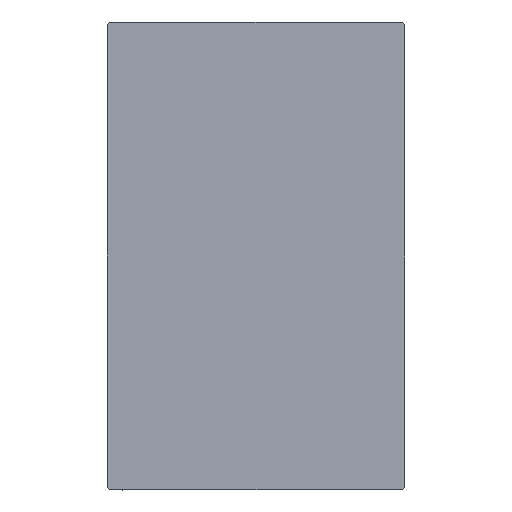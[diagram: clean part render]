
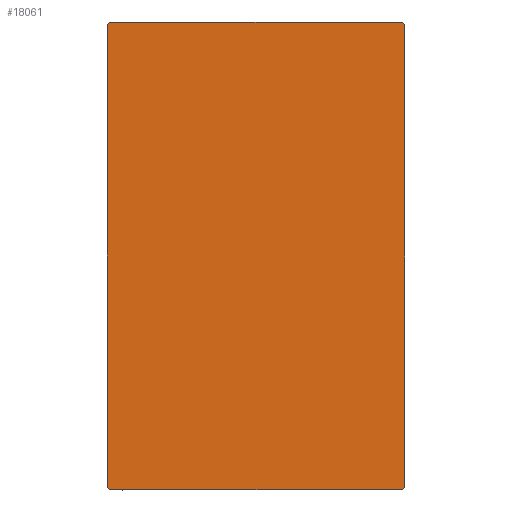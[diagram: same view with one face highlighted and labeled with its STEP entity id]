
A CAD part, left-side view. The second image highlights one B-rep face of the part: STEP entity #18061.
In plain terms, the highlighted face is planar.
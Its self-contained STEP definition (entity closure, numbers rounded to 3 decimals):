
#2319 = VERTEX_POINT ( 'NONE', #5569 ) ;
#2485 = LINE ( 'NONE', #35923, #10458 ) ;
#3396 = EDGE_CURVE ( 'NONE', #11473, #42846, #2485, .T. ) ;
#4007 = DIRECTION ( 'NONE',  ( 0., -0.707, -0.707 ) ) ;
#4221 = PLANE ( 'NONE',  #24586 ) ;
#5569 = CARTESIAN_POINT ( 'NONE',  ( 56., -17.5, 27.2 ) ) ;
#6454 = DIRECTION ( 'NONE',  ( 0., 0., 1. ) ) ;
#6654 = LINE ( 'NONE', #9706, #9436 ) ;
#7295 = VERTEX_POINT ( 'NONE', #12693 ) ;
#7589 = LINE ( 'NONE', #20830, #18678 ) ;
#9436 = VECTOR ( 'NONE', #36625, 1000. ) ;
#9706 = CARTESIAN_POINT ( 'NONE',  ( 56., -17.5, -27.5 ) ) ;
#10458 = VECTOR ( 'NONE', #38980, 1000. ) ;
#11164 = CARTESIAN_POINT ( 'NONE',  ( 56., 17.5, 27.2 ) ) ;
#11216 = VECTOR ( 'NONE', #36862, 1000. ) ;
#11473 = VERTEX_POINT ( 'NONE', #15225 ) ;
#11964 = EDGE_CURVE ( 'NONE', #7295, #12458, #12763, .T. ) ;
#12458 = VERTEX_POINT ( 'NONE', #11164 ) ;
#12693 = CARTESIAN_POINT ( 'NONE',  ( 56., 17.5, -27.2 ) ) ;
#12763 = LINE ( 'NONE', #25997, #17652 ) ;
#13021 = EDGE_CURVE ( 'NONE', #31786, #19599, #7589, .T. ) ;
#13104 = LINE ( 'NONE', #32012, #32586 ) ;
#14447 = CARTESIAN_POINT ( 'NONE',  ( 56., -17.5, -27.2 ) ) ;
#15225 = CARTESIAN_POINT ( 'NONE',  ( 56., 17.2, 27.5 ) ) ;
#17518 = CARTESIAN_POINT ( 'NONE',  ( 56., -17.5, 27.5 ) ) ;
#17616 = DIRECTION ( 'NONE',  ( 0., 0.707, 0.707 ) ) ;
#17652 = VECTOR ( 'NONE', #6454, 1000. ) ;
#18029 = EDGE_CURVE ( 'NONE', #42846, #2319, #30497, .T. ) ;
#18061 = ADVANCED_FACE ( 'NONE', ( #33977 ), #4221, .T. ) ;
#18678 = VECTOR ( 'NONE', #34088, 1000. ) ;
#18960 = ORIENTED_EDGE ( 'NONE', *, *, #18029, .T. ) ;
#19059 = VECTOR ( 'NONE', #4007, 1000. ) ;
#19599 = VERTEX_POINT ( 'NONE', #32020 ) ;
#20728 = VECTOR ( 'NONE', #17616, 1000. ) ;
#20774 = LINE ( 'NONE', #17518, #11216 ) ;
#20828 = VERTEX_POINT ( 'NONE', #35612 ) ;
#20830 = CARTESIAN_POINT ( 'NONE',  ( 56., -22.35, -22.35 ) ) ;
#22007 = ORIENTED_EDGE ( 'NONE', *, *, #13021, .T. ) ;
#22510 = EDGE_CURVE ( 'NONE', #19599, #20828, #6654, .T. ) ;
#23610 = CARTESIAN_POINT ( 'NONE',  ( 56., -17.2, 27.5 ) ) ;
#24586 = AXIS2_PLACEMENT_3D ( 'NONE', #27457, #37448, #34186 ) ;
#25997 = CARTESIAN_POINT ( 'NONE',  ( 56., 17.5, -27.5 ) ) ;
#26132 = ORIENTED_EDGE ( 'NONE', *, *, #36018, .T. ) ;
#27457 = CARTESIAN_POINT ( 'NONE',  ( 56., 0., 0. ) ) ;
#27469 = ORIENTED_EDGE ( 'NONE', *, *, #22510, .T. ) ;
#27827 = LINE ( 'NONE', #37178, #20728 ) ;
#28277 = ORIENTED_EDGE ( 'NONE', *, *, #11964, .T. ) ;
#29640 = EDGE_CURVE ( 'NONE', #20828, #7295, #27827, .T. ) ;
#30497 = LINE ( 'NONE', #33764, #19059 ) ;
#31786 = VERTEX_POINT ( 'NONE', #14447 ) ;
#32012 = CARTESIAN_POINT ( 'NONE',  ( 56., 22.35, 22.35 ) ) ;
#32020 = CARTESIAN_POINT ( 'NONE',  ( 56., -17.2, -27.5 ) ) ;
#32586 = VECTOR ( 'NONE', #39597, 1000. ) ;
#32933 = EDGE_LOOP ( 'NONE', ( #27469, #33286, #28277, #26132, #35268, #18960, #38098, #22007 ) ) ;
#33286 = ORIENTED_EDGE ( 'NONE', *, *, #29640, .T. ) ;
#33764 = CARTESIAN_POINT ( 'NONE',  ( 56., -22.35, 22.35 ) ) ;
#33977 = FACE_OUTER_BOUND ( 'NONE', #32933, .T. ) ;
#34088 = DIRECTION ( 'NONE',  ( 0., 0.707, -0.707 ) ) ;
#34186 = DIRECTION ( 'NONE',  ( 0., 0., -1. ) ) ;
#35268 = ORIENTED_EDGE ( 'NONE', *, *, #3396, .T. ) ;
#35612 = CARTESIAN_POINT ( 'NONE',  ( 56., 17.2, -27.5 ) ) ;
#35923 = CARTESIAN_POINT ( 'NONE',  ( 56., 17.5, 27.5 ) ) ;
#36018 = EDGE_CURVE ( 'NONE', #12458, #11473, #13104, .T. ) ;
#36625 = DIRECTION ( 'NONE',  ( 0., 1., 0. ) ) ;
#36862 = DIRECTION ( 'NONE',  ( 0., 0., -1. ) ) ;
#37178 = CARTESIAN_POINT ( 'NONE',  ( 56., 22.35, -22.35 ) ) ;
#37448 = DIRECTION ( 'NONE',  ( 1., 0., 0. ) ) ;
#38098 = ORIENTED_EDGE ( 'NONE', *, *, #42840, .T. ) ;
#38980 = DIRECTION ( 'NONE',  ( 0., -1., 0. ) ) ;
#39597 = DIRECTION ( 'NONE',  ( 0., -0.707, 0.707 ) ) ;
#42840 = EDGE_CURVE ( 'NONE', #2319, #31786, #20774, .T. ) ;
#42846 = VERTEX_POINT ( 'NONE', #23610 ) ;
